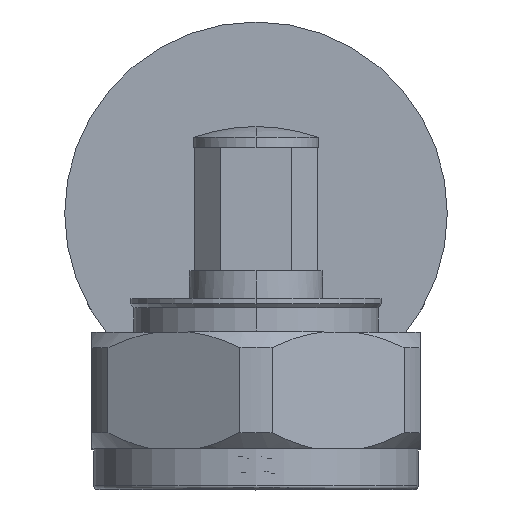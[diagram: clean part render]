
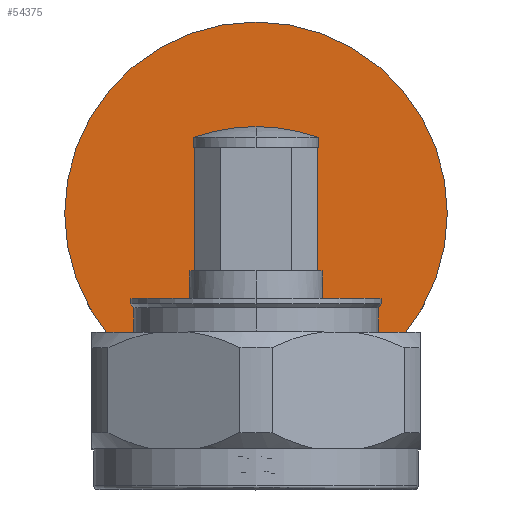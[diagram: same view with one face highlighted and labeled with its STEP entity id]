
A CAD part, top view. The second image highlights one B-rep face of the part: STEP entity #54375.
In plain terms, the highlighted face is planar.
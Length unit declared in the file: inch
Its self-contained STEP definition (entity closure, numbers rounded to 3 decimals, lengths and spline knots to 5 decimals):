
#574 = CIRCLE ( 'NONE', #96875, 0.72835 ) ;
#1107 = CARTESIAN_POINT ( 'NONE',  ( 1.43543, 0., 0. ) ) ;
#2367 = VERTEX_POINT ( 'NONE', #74870 ) ;
#4168 = DIRECTION ( 'NONE',  ( 0., 0., -1. ) ) ;
#4249 = ORIENTED_EDGE ( 'NONE', *, *, #22654, .F. ) ;
#4773 = CIRCLE ( 'NONE', #84712, 0.72835 ) ;
#7557 = CARTESIAN_POINT ( 'NONE',  ( 1.43543, 0., 0. ) ) ;
#9789 = DIRECTION ( 'NONE',  ( 0., 0., -1. ) ) ;
#14783 = ORIENTED_EDGE ( 'NONE', *, *, #98848, .F. ) ;
#18943 = AXIS2_PLACEMENT_3D ( 'NONE', #108973, #73823, #4168 ) ;
#22654 = EDGE_CURVE ( 'NONE', #34336, #49181, #108006, .T. ) ;
#25437 = CARTESIAN_POINT ( 'NONE',  ( 1.43543, 0., 0.72835 ) ) ;
#26366 = CARTESIAN_POINT ( 'NONE',  ( 1.43543, 0.72835, 0. ) ) ;
#30209 = VERTEX_POINT ( 'NONE', #25437 ) ;
#31566 = CARTESIAN_POINT ( 'NONE',  ( 1.43543, 0., -0.17196 ) ) ;
#34336 = VERTEX_POINT ( 'NONE', #31566 ) ;
#37998 = EDGE_CURVE ( 'NONE', #2367, #30209, #574, .T. ) ;
#47717 = CARTESIAN_POINT ( 'NONE',  ( 1.43543, 0., 0. ) ) ;
#49181 = VERTEX_POINT ( 'NONE', #88290 ) ;
#50323 = FACE_OUTER_BOUND ( 'NONE', #63252, .T. ) ;
#54067 = DIRECTION ( 'NONE',  ( 1., 0., 0. ) ) ;
#54375 = ADVANCED_FACE ( 'NONE', ( #50323, #84178 ), #112221, .T. ) ;
#55108 = AXIS2_PLACEMENT_3D ( 'NONE', #26366, #87612, #60461 ) ;
#60461 = DIRECTION ( 'NONE',  ( 0., 0., -1. ) ) ;
#63252 = EDGE_LOOP ( 'NONE', ( #87628, #81046 ) ) ;
#73823 = DIRECTION ( 'NONE',  ( 1., 0., 0. ) ) ;
#74870 = CARTESIAN_POINT ( 'NONE',  ( 1.43543, 0., -0.72835 ) ) ;
#81046 = ORIENTED_EDGE ( 'NONE', *, *, #110761, .T. ) ;
#84178 = FACE_BOUND ( 'NONE', #108792, .T. ) ;
#84712 = AXIS2_PLACEMENT_3D ( 'NONE', #1107, #54067, #9789 ) ;
#87612 = DIRECTION ( 'NONE',  ( 1., 0., 0. ) ) ;
#87628 = ORIENTED_EDGE ( 'NONE', *, *, #37998, .T. ) ;
#88290 = CARTESIAN_POINT ( 'NONE',  ( 1.43543, 0., 0.17196 ) ) ;
#88752 = DIRECTION ( 'NONE',  ( 0., 0., -1. ) ) ;
#96725 = CIRCLE ( 'NONE', #112061, 0.17196 ) ;
#96875 = AXIS2_PLACEMENT_3D ( 'NONE', #7557, #108598, #88752 ) ;
#98848 = EDGE_CURVE ( 'NONE', #49181, #34336, #96725, .T. ) ;
#99566 = DIRECTION ( 'NONE',  ( 1., 0., 0. ) ) ;
#99949 = DIRECTION ( 'NONE',  ( 0., 0., -1. ) ) ;
#108006 = CIRCLE ( 'NONE', #18943, 0.17196 ) ;
#108598 = DIRECTION ( 'NONE',  ( 1., 0., 0. ) ) ;
#108792 = EDGE_LOOP ( 'NONE', ( #14783, #4249 ) ) ;
#108973 = CARTESIAN_POINT ( 'NONE',  ( 1.43543, 0., 0. ) ) ;
#110761 = EDGE_CURVE ( 'NONE', #30209, #2367, #4773, .T. ) ;
#112061 = AXIS2_PLACEMENT_3D ( 'NONE', #47717, #99566, #99949 ) ;
#112221 = PLANE ( 'NONE',  #55108 ) ;
